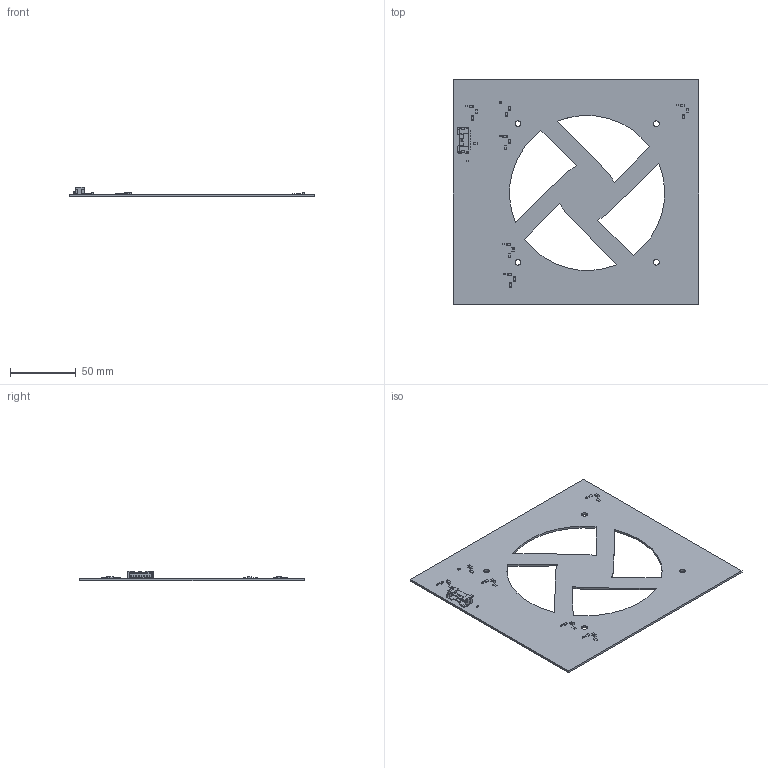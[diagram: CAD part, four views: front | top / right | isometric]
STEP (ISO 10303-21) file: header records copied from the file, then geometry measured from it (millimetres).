
FILE_DESCRIPTION(('KiCad electronic assembly'),'2;1');
FILE_NAME('LED_Driver_ISSI_ALU.step','2019-07-01T13:42:31',('An Author') ,('A Company'),'Open CASCADE STEP processor 6.9', 'KiCad to STEP converter','Unknown');
FILE_SCHEMA(('AUTOMOTIVE_DESIGN { 1 0 10303 214 1 1 1 1 }'));
Length unit declared in the file: millimetre
Products named in the file (12): Open CASCADE STEP translator 6.9 1; C_1206_3216Metric; SOLID; R_0603_1608Metric; R_1206_3216Metric; Molex_5055780871; C_0603_1608Metric; COMPOUND
Assembly tree (32 placements, depth 3):
  Open CASCADE STEP translator 6.9 1
    C_1206_3216Metric  x6
      SOLID
    R_0603_1608Metric
      SOLID
    R_1206_3216Metric  x12
      SOLID
    Molex_5055780871
      SOLID
    C_0603_1608Metric  x6
      SOLID
    COMPOUND
Bounding box: 186 x 170 x 7.3 mm (x, y, z)
Volume: 39750.7 mm3; surface area: 52757.6 mm2
Topology: 27 solids, 27 shells, 1023 faces, 2739 edges, 1794 vertices
Faces by surface type: plane 764, cylinder 259
Full cylindrical faces by diameter (mm): 4.3 x3
Entity records: 32262 total; most frequent: CARTESIAN_POINT 5511, DIRECTION 4827, LINE 3603, VECTOR 3603, ORIENTED_EDGE 2542, PCURVE 2542, DEFINITIONAL_REPRESENTATION 2542, EDGE_CURVE 1271
